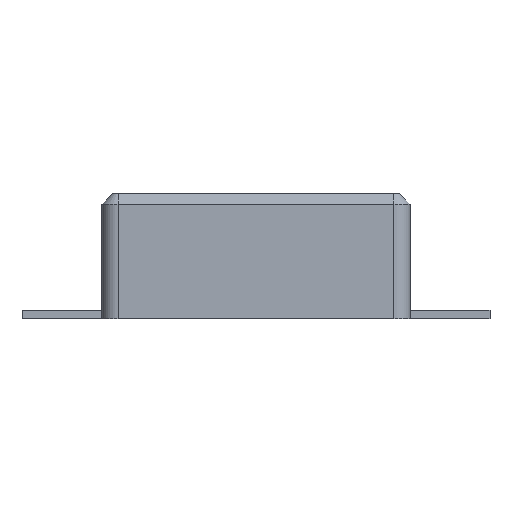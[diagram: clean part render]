
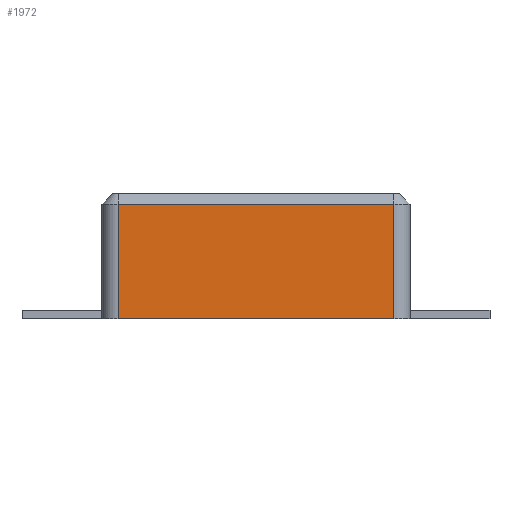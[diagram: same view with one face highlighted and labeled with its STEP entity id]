
A CAD part, left-side view. The second image highlights one B-rep face of the part: STEP entity #1972.
In plain terms, the highlighted planar face has unit normal (-1, 0, 0).
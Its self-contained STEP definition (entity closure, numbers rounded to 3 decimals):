
#254 = VERTEX_POINT('',#255);
#255 = CARTESIAN_POINT('',(-3.725,-1.265,0.));
#262 = EDGE_CURVE('',#263,#254,#265,.T.);
#263 = VERTEX_POINT('',#264);
#264 = CARTESIAN_POINT('',(-3.725,1.265,0.));
#265 = LINE('',#266,#267);
#266 = CARTESIAN_POINT('',(-3.725,1.415,0.));
#267 = VECTOR('',#268,1.);
#268 = DIRECTION('',(0.,-1.,0.));
#842 = EDGE_CURVE('',#254,#843,#845,.T.);
#843 = VERTEX_POINT('',#844);
#844 = CARTESIAN_POINT('',(-3.725,-1.265,1.05));
#845 = LINE('',#846,#847);
#846 = CARTESIAN_POINT('',(-3.725,-1.265,0.));
#847 = VECTOR('',#848,1.);
#848 = DIRECTION('',(0.,0.,1.));
#1972 = ADVANCED_FACE('',(#1973),#1991,.F.);
#1973 = FACE_BOUND('',#1974,.F.);
#1974 = EDGE_LOOP('',(#1975,#1983,#1989,#1990));
#1975 = ORIENTED_EDGE('',*,*,#1976,.T.);
#1976 = EDGE_CURVE('',#263,#1977,#1979,.T.);
#1977 = VERTEX_POINT('',#1978);
#1978 = CARTESIAN_POINT('',(-3.725,1.265,1.05));
#1979 = LINE('',#1980,#1981);
#1980 = CARTESIAN_POINT('',(-3.725,1.265,0.));
#1981 = VECTOR('',#1982,1.);
#1982 = DIRECTION('',(0.,0.,1.));
#1983 = ORIENTED_EDGE('',*,*,#1984,.F.);
#1984 = EDGE_CURVE('',#843,#1977,#1985,.T.);
#1985 = LINE('',#1986,#1987);
#1986 = CARTESIAN_POINT('',(-3.725,-1.265,1.05));
#1987 = VECTOR('',#1988,1.);
#1988 = DIRECTION('',(0.,1.,0.));
#1989 = ORIENTED_EDGE('',*,*,#842,.F.);
#1990 = ORIENTED_EDGE('',*,*,#262,.F.);
#1991 = PLANE('',#1992);
#1992 = AXIS2_PLACEMENT_3D('',#1993,#1994,#1995);
#1993 = CARTESIAN_POINT('',(-3.725,1.415,0.));
#1994 = DIRECTION('',(1.,0.,0.));
#1995 = DIRECTION('',(0.,-1.,0.));
